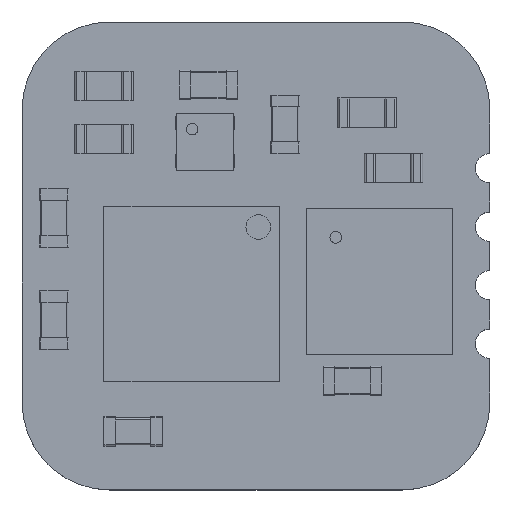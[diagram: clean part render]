
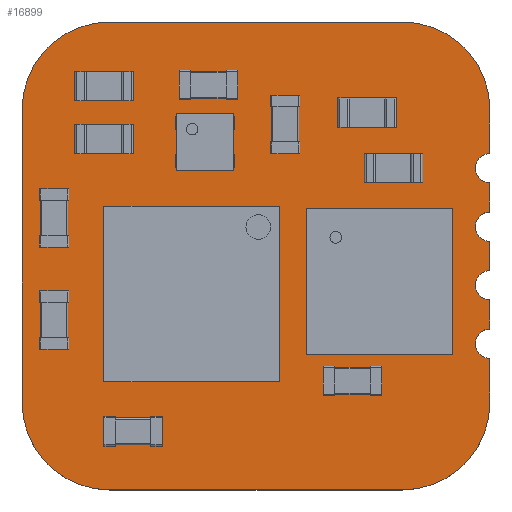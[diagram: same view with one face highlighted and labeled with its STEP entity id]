
A CAD part, top view. The second image highlights one B-rep face of the part: STEP entity #16899.
In plain terms, the highlighted planar face has unit normal (0, 0, 1).
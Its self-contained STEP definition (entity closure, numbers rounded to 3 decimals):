
#16682 = VERTEX_POINT('',#16683);
#16683 = CARTESIAN_POINT('',(146.5,-105.,0.8));
#16689 = EDGE_CURVE('',#16682,#16690,#16692,.T.);
#16690 = VERTEX_POINT('',#16691);
#16691 = CARTESIAN_POINT('',(148.,-106.5,0.8));
#16692 = CIRCLE('',#16693,1.5);
#16693 = AXIS2_PLACEMENT_3D('',#16694,#16695,#16696);
#16694 = CARTESIAN_POINT('',(146.5,-106.5,0.8));
#16695 = DIRECTION('',(0.,0.,-1.));
#16696 = DIRECTION('',(0.,1.,0.));
#16724 = VERTEX_POINT('',#16725);
#16725 = CARTESIAN_POINT('',(141.5,-105.,0.8));
#16731 = EDGE_CURVE('',#16724,#16682,#16732,.T.);
#16732 = LINE('',#16733,#16734);
#16733 = CARTESIAN_POINT('',(141.5,-105.,0.8));
#16734 = VECTOR('',#16735,1.);
#16735 = DIRECTION('',(1.,0.,0.));
#16761 = EDGE_CURVE('',#16690,#16762,#16764,.T.);
#16762 = VERTEX_POINT('',#16763);
#16763 = CARTESIAN_POINT('',(148.,-107.25,0.8));
#16764 = LINE('',#16765,#16766);
#16765 = CARTESIAN_POINT('',(148.,-106.5,0.8));
#16766 = VECTOR('',#16767,1.);
#16767 = DIRECTION('',(0.,-1.,0.));
#16899 = ADVANCED_FACE('',(#16900),#17014,.T.);
#16900 = FACE_BOUND('',#16901,.T.);
#16901 = EDGE_LOOP('',(#16902,#16903,#16904,#16913,#16921,#16930,#16938,
    #16947,#16955,#16964,#16972,#16981,#16989,#16998,#17006,#17013));
#16902 = ORIENTED_EDGE('',*,*,#16689,.F.);
#16903 = ORIENTED_EDGE('',*,*,#16731,.F.);
#16904 = ORIENTED_EDGE('',*,*,#16905,.F.);
#16905 = EDGE_CURVE('',#16906,#16724,#16908,.T.);
#16906 = VERTEX_POINT('',#16907);
#16907 = CARTESIAN_POINT('',(140.,-106.5,0.8));
#16908 = CIRCLE('',#16909,1.5);
#16909 = AXIS2_PLACEMENT_3D('',#16910,#16911,#16912);
#16910 = CARTESIAN_POINT('',(141.5,-106.5,0.8));
#16911 = DIRECTION('',(0.,0.,-1.));
#16912 = DIRECTION('',(-1.,0.,0.));
#16913 = ORIENTED_EDGE('',*,*,#16914,.F.);
#16914 = EDGE_CURVE('',#16915,#16906,#16917,.T.);
#16915 = VERTEX_POINT('',#16916);
#16916 = CARTESIAN_POINT('',(140.,-111.5,0.8));
#16917 = LINE('',#16918,#16919);
#16918 = CARTESIAN_POINT('',(140.,-111.5,0.8));
#16919 = VECTOR('',#16920,1.);
#16920 = DIRECTION('',(0.,1.,0.));
#16921 = ORIENTED_EDGE('',*,*,#16922,.F.);
#16922 = EDGE_CURVE('',#16923,#16915,#16925,.T.);
#16923 = VERTEX_POINT('',#16924);
#16924 = CARTESIAN_POINT('',(141.5,-113.,0.8));
#16925 = CIRCLE('',#16926,1.5);
#16926 = AXIS2_PLACEMENT_3D('',#16927,#16928,#16929);
#16927 = CARTESIAN_POINT('',(141.5,-111.5,0.8));
#16928 = DIRECTION('',(0.,0.,-1.));
#16929 = DIRECTION('',(0.,-1.,-0.));
#16930 = ORIENTED_EDGE('',*,*,#16931,.F.);
#16931 = EDGE_CURVE('',#16932,#16923,#16934,.T.);
#16932 = VERTEX_POINT('',#16933);
#16933 = CARTESIAN_POINT('',(146.5,-113.,0.8));
#16934 = LINE('',#16935,#16936);
#16935 = CARTESIAN_POINT('',(146.5,-113.,0.8));
#16936 = VECTOR('',#16937,1.);
#16937 = DIRECTION('',(-1.,0.,0.));
#16938 = ORIENTED_EDGE('',*,*,#16939,.F.);
#16939 = EDGE_CURVE('',#16940,#16932,#16942,.T.);
#16940 = VERTEX_POINT('',#16941);
#16941 = CARTESIAN_POINT('',(148.,-111.5,0.8));
#16942 = CIRCLE('',#16943,1.5);
#16943 = AXIS2_PLACEMENT_3D('',#16944,#16945,#16946);
#16944 = CARTESIAN_POINT('',(146.5,-111.5,0.8));
#16945 = DIRECTION('',(0.,0.,-1.));
#16946 = DIRECTION('',(1.,0.,0.));
#16947 = ORIENTED_EDGE('',*,*,#16948,.F.);
#16948 = EDGE_CURVE('',#16949,#16940,#16951,.T.);
#16949 = VERTEX_POINT('',#16950);
#16950 = CARTESIAN_POINT('',(148.,-110.75,0.8));
#16951 = LINE('',#16952,#16953);
#16952 = CARTESIAN_POINT('',(148.,-106.5,0.8));
#16953 = VECTOR('',#16954,1.);
#16954 = DIRECTION('',(0.,-1.,0.));
#16955 = ORIENTED_EDGE('',*,*,#16956,.T.);
#16956 = EDGE_CURVE('',#16949,#16957,#16959,.T.);
#16957 = VERTEX_POINT('',#16958);
#16958 = CARTESIAN_POINT('',(148.,-110.25,0.8));
#16959 = CIRCLE('',#16960,0.25);
#16960 = AXIS2_PLACEMENT_3D('',#16961,#16962,#16963);
#16961 = CARTESIAN_POINT('',(148.,-110.5,0.8));
#16962 = DIRECTION('',(-0.,0.,-1.));
#16963 = DIRECTION('',(-0.,-1.,0.));
#16964 = ORIENTED_EDGE('',*,*,#16965,.F.);
#16965 = EDGE_CURVE('',#16966,#16957,#16968,.T.);
#16966 = VERTEX_POINT('',#16967);
#16967 = CARTESIAN_POINT('',(148.,-109.75,0.8));
#16968 = LINE('',#16969,#16970);
#16969 = CARTESIAN_POINT('',(148.,-106.5,0.8));
#16970 = VECTOR('',#16971,1.);
#16971 = DIRECTION('',(0.,-1.,0.));
#16972 = ORIENTED_EDGE('',*,*,#16973,.T.);
#16973 = EDGE_CURVE('',#16966,#16974,#16976,.T.);
#16974 = VERTEX_POINT('',#16975);
#16975 = CARTESIAN_POINT('',(148.,-109.25,0.8));
#16976 = CIRCLE('',#16977,0.25);
#16977 = AXIS2_PLACEMENT_3D('',#16978,#16979,#16980);
#16978 = CARTESIAN_POINT('',(148.,-109.5,0.8));
#16979 = DIRECTION('',(-0.,0.,-1.));
#16980 = DIRECTION('',(-0.,-1.,0.));
#16981 = ORIENTED_EDGE('',*,*,#16982,.F.);
#16982 = EDGE_CURVE('',#16983,#16974,#16985,.T.);
#16983 = VERTEX_POINT('',#16984);
#16984 = CARTESIAN_POINT('',(148.,-108.75,0.8));
#16985 = LINE('',#16986,#16987);
#16986 = CARTESIAN_POINT('',(148.,-106.5,0.8));
#16987 = VECTOR('',#16988,1.);
#16988 = DIRECTION('',(0.,-1.,0.));
#16989 = ORIENTED_EDGE('',*,*,#16990,.T.);
#16990 = EDGE_CURVE('',#16983,#16991,#16993,.T.);
#16991 = VERTEX_POINT('',#16992);
#16992 = CARTESIAN_POINT('',(148.,-108.25,0.8));
#16993 = CIRCLE('',#16994,0.25);
#16994 = AXIS2_PLACEMENT_3D('',#16995,#16996,#16997);
#16995 = CARTESIAN_POINT('',(148.,-108.5,0.8));
#16996 = DIRECTION('',(-0.,0.,-1.));
#16997 = DIRECTION('',(-0.,-1.,0.));
#16998 = ORIENTED_EDGE('',*,*,#16999,.F.);
#16999 = EDGE_CURVE('',#17000,#16991,#17002,.T.);
#17000 = VERTEX_POINT('',#17001);
#17001 = CARTESIAN_POINT('',(148.,-107.75,0.8));
#17002 = LINE('',#17003,#17004);
#17003 = CARTESIAN_POINT('',(148.,-106.5,0.8));
#17004 = VECTOR('',#17005,1.);
#17005 = DIRECTION('',(0.,-1.,0.));
#17006 = ORIENTED_EDGE('',*,*,#17007,.T.);
#17007 = EDGE_CURVE('',#17000,#16762,#17008,.T.);
#17008 = CIRCLE('',#17009,0.25);
#17009 = AXIS2_PLACEMENT_3D('',#17010,#17011,#17012);
#17010 = CARTESIAN_POINT('',(148.,-107.5,0.8));
#17011 = DIRECTION('',(-0.,0.,-1.));
#17012 = DIRECTION('',(-0.,-1.,0.));
#17013 = ORIENTED_EDGE('',*,*,#16761,.F.);
#17014 = PLANE('',#17015);
#17015 = AXIS2_PLACEMENT_3D('',#17016,#17017,#17018);
#17016 = CARTESIAN_POINT('',(0.,0.,0.8));
#17017 = DIRECTION('',(0.,0.,1.));
#17018 = DIRECTION('',(1.,0.,-0.));
